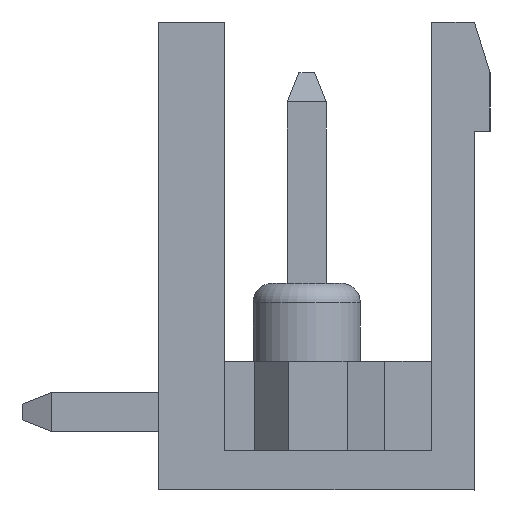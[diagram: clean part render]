
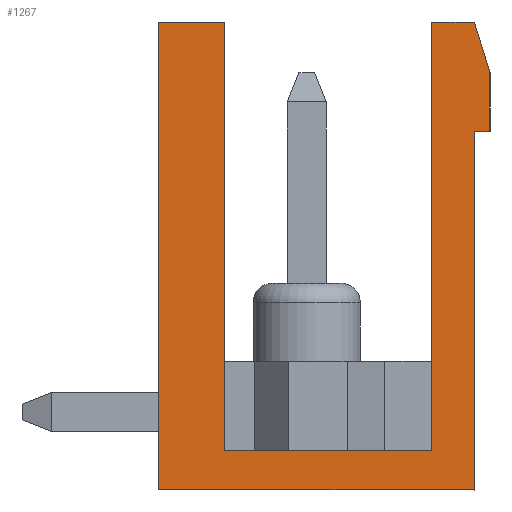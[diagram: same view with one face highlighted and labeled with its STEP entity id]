
A CAD part, left-side view. The second image highlights one B-rep face of the part: STEP entity #1267.
In plain terms, the highlighted planar face has unit normal (-1, 0, 0).
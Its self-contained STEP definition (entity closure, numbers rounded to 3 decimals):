
#1267 = ADVANCED_FACE( '', ( #2614 ), #2615, .F. );
#2614 = FACE_OUTER_BOUND( '', #4063, .T. );
#2615 = PLANE( '', #4064 );
#4063 = EDGE_LOOP( '', ( #7688, #7689, #7690, #7691, #7692, #7693, #7694, #7695, #7696, #7697, #7698 ) );
#4064 = AXIS2_PLACEMENT_3D( '', #7699, #7700, #7701 );
#7688 = ORIENTED_EDGE( '', *, *, #9719, .T. );
#7689 = ORIENTED_EDGE( '', *, *, #10485, .F. );
#7690 = ORIENTED_EDGE( '', *, *, #10112, .F. );
#7691 = ORIENTED_EDGE( '', *, *, #9628, .F. );
#7692 = ORIENTED_EDGE( '', *, *, #10349, .T. );
#7693 = ORIENTED_EDGE( '', *, *, #9038, .F. );
#7694 = ORIENTED_EDGE( '', *, *, #9263, .F. );
#7695 = ORIENTED_EDGE( '', *, *, #8956, .F. );
#7696 = ORIENTED_EDGE( '', *, *, #10436, .T. );
#7697 = ORIENTED_EDGE( '', *, *, #9894, .T. );
#7698 = ORIENTED_EDGE( '', *, *, #9919, .F. );
#7699 = CARTESIAN_POINT( '', ( -33.02, 0., 0. ) );
#7700 = DIRECTION( '', ( 1., 0., 0. ) );
#7701 = DIRECTION( '', ( 0., 0., -1. ) );
#8956 = EDGE_CURVE( '', #10715, #10716, #10717, .T. );
#9038 = EDGE_CURVE( '', #10866, #10867, #10868, .T. );
#9263 = EDGE_CURVE( '', #10716, #10866, #11270, .T. );
#9628 = EDGE_CURVE( '', #11894, #11882, #11896, .T. );
#9719 = EDGE_CURVE( '', #12033, #12034, #12035, .T. );
#9894 = EDGE_CURVE( '', #12306, #12307, #12308, .T. );
#9919 = EDGE_CURVE( '', #12033, #12307, #12342, .T. );
#10112 = EDGE_CURVE( '', #11882, #12629, #12630, .T. );
#10349 = EDGE_CURVE( '', #11894, #10867, #12933, .T. );
#10436 = EDGE_CURVE( '', #10715, #12306, #13037, .T. );
#10485 = EDGE_CURVE( '', #12629, #12034, #13096, .T. );
#10715 = VERTEX_POINT( '', #13341 );
#10716 = VERTEX_POINT( '', #13342 );
#10717 = LINE( '', #13343, #13344 );
#10866 = VERTEX_POINT( '', #13556 );
#10867 = VERTEX_POINT( '', #13557 );
#10868 = LINE( '', #13558, #13559 );
#11270 = LINE( '', #14127, #14128 );
#11882 = VERTEX_POINT( '', #15020 );
#11894 = VERTEX_POINT( '', #15038 );
#11896 = LINE( '', #15041, #15042 );
#12033 = VERTEX_POINT( '', #15245 );
#12034 = VERTEX_POINT( '', #15246 );
#12035 = LINE( '', #15247, #15248 );
#12306 = VERTEX_POINT( '', #15645 );
#12307 = VERTEX_POINT( '', #15646 );
#12308 = LINE( '', #15647, #15648 );
#12342 = LINE( '', #15700, #15701 );
#12629 = VERTEX_POINT( '', #16140 );
#12630 = LINE( '', #16141, #16142 );
#12933 = LINE( '', #16611, #16612 );
#13037 = LINE( '', #16766, #16767 );
#13096 = LINE( '', #16848, #16849 );
#13341 = CARTESIAN_POINT( '', ( -33.02, -4.05, -6. ) );
#13342 = CARTESIAN_POINT( '', ( -33.02, 4.05, -6. ) );
#13343 = CARTESIAN_POINT( '', ( -33.02, -4.45, -6. ) );
#13344 = VECTOR( '', #17171, 1000. );
#13556 = CARTESIAN_POINT( '', ( -33.02, 4.05, 6. ) );
#13557 = CARTESIAN_POINT( '', ( -33.02, 2.35, 6. ) );
#13558 = CARTESIAN_POINT( '', ( -33.02, 4.05, 6. ) );
#13559 = VECTOR( '', #17253, 1000. );
#14127 = CARTESIAN_POINT( '', ( -33.02, 4.05, -6. ) );
#14128 = VECTOR( '', #17486, 1000. );
#15020 = CARTESIAN_POINT( '', ( -33.02, -2.95, -5. ) );
#15038 = CARTESIAN_POINT( '', ( -33.02, 2.35, -5. ) );
#15041 = CARTESIAN_POINT( '', ( -33.02, 2.35, -5. ) );
#15042 = VECTOR( '', #17828, 1000. );
#15245 = CARTESIAN_POINT( '', ( -33.02, -4.45, 4.7 ) );
#15246 = CARTESIAN_POINT( '', ( -33.02, -4.05, 6. ) );
#15247 = CARTESIAN_POINT( '', ( -33.02, -4.45, 4.7 ) );
#15248 = VECTOR( '', #17913, 1000. );
#15645 = CARTESIAN_POINT( '', ( -33.02, -4.05, 3.2 ) );
#15646 = CARTESIAN_POINT( '', ( -33.02, -4.45, 3.2 ) );
#15647 = CARTESIAN_POINT( '', ( -33.02, -4.05, 3.2 ) );
#15648 = VECTOR( '', #18067, 1000. );
#15700 = CARTESIAN_POINT( '', ( -33.02, -4.45, 6. ) );
#15701 = VECTOR( '', #18086, 1000. );
#16140 = CARTESIAN_POINT( '', ( -33.02, -2.95, 6. ) );
#16141 = CARTESIAN_POINT( '', ( -33.02, -2.95, -5. ) );
#16142 = VECTOR( '', #18266, 1000. );
#16611 = CARTESIAN_POINT( '', ( -33.02, 2.35, -5. ) );
#16612 = VECTOR( '', #18463, 1000. );
#16766 = CARTESIAN_POINT( '', ( -33.02, -4.05, -6. ) );
#16767 = VECTOR( '', #18523, 1000. );
#16848 = CARTESIAN_POINT( '', ( -33.02, 4.05, 6. ) );
#16849 = VECTOR( '', #18558, 1000. );
#17171 = DIRECTION( '', ( 0., 1., 0. ) );
#17253 = DIRECTION( '', ( 0., -1., 0. ) );
#17486 = DIRECTION( '', ( 0., 0., 1. ) );
#17828 = DIRECTION( '', ( 0., -1., 0. ) );
#17913 = DIRECTION( '', ( 0., 0.294, 0.956 ) );
#18067 = DIRECTION( '', ( 0., -1., 0. ) );
#18086 = DIRECTION( '', ( 0., 0., -1. ) );
#18266 = DIRECTION( '', ( 0., 0., 1. ) );
#18463 = DIRECTION( '', ( 0., 0., 1. ) );
#18523 = DIRECTION( '', ( 0., 0., 1. ) );
#18558 = DIRECTION( '', ( 0., -1., 0. ) );
